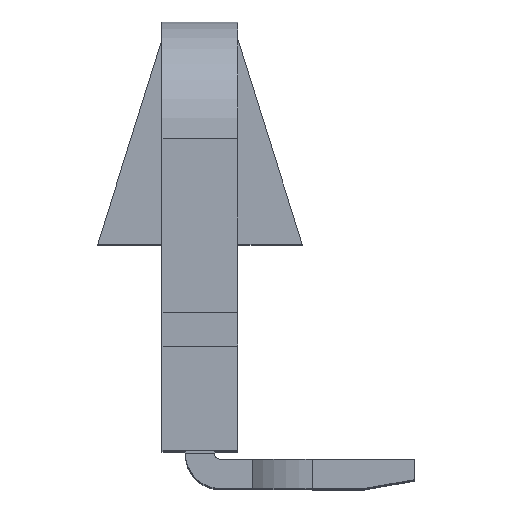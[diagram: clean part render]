
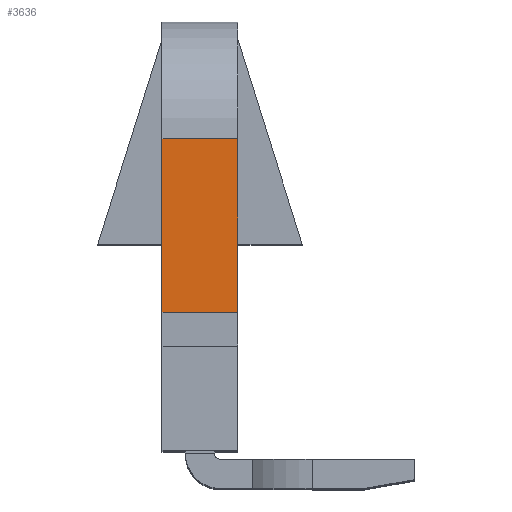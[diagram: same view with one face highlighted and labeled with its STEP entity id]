
A CAD part, top view. The second image highlights one B-rep face of the part: STEP entity #3636.
In plain terms, the highlighted planar face has unit normal (0, 0, 1).
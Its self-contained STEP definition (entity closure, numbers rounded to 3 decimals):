
#18 = VECTOR ( 'NONE', #2296, 1000. ) ;
#23 = VECTOR ( 'NONE', #3491, 1000. ) ;
#26 = VECTOR ( 'NONE', #3461, 1000. ) ;
#35 = VECTOR ( 'NONE', #3368, 1000. ) ;
#587 = AXIS2_PLACEMENT_3D ( 'NONE', #5582, #5565, #5587 ) ;
#1854 = EDGE_CURVE ( 'NONE', #5148, #4454, #3371, .T. ) ;
#1859 = EDGE_CURVE ( 'NONE', #5129, #4454, #3377, .T. ) ;
#1877 = EDGE_CURVE ( 'NONE', #5129, #5156, #3454, .T. ) ;
#1888 = EDGE_CURVE ( 'NONE', #5156, #5148, #3500, .T. ) ;
#2296 = DIRECTION ( 'NONE',  ( 0., 1., 0. ) ) ;
#2300 = CARTESIAN_POINT ( 'NONE',  ( 1515.045, 1094.935, 7.35 ) ) ;
#3367 = CARTESIAN_POINT ( 'NONE',  ( 1512.445, 1090.935, 7.35 ) ) ;
#3368 = DIRECTION ( 'NONE',  ( -1., 0., 0. ) ) ;
#3371 = LINE ( 'NONE', #3367, #35 ) ;
#3377 = LINE ( 'NONE', #3444, #26 ) ;
#3444 = CARTESIAN_POINT ( 'NONE',  ( 1512.445, 1094.935, 7.35 ) ) ;
#3454 = LINE ( 'NONE', #3470, #23 ) ;
#3461 = DIRECTION ( 'NONE',  ( 0., 1., 0. ) ) ;
#3470 = CARTESIAN_POINT ( 'NONE',  ( 1512.445, 1084.985, 7.35 ) ) ;
#3491 = DIRECTION ( 'NONE',  ( 1., 0., 0. ) ) ;
#3500 = LINE ( 'NONE', #2300, #18 ) ;
#3636 = ADVANCED_FACE ( 'NONE', ( #5581 ), #5604, .F. ) ;
#4079 = CARTESIAN_POINT ( 'NONE',  ( 1512.445, 1090.935, 7.35 ) ) ;
#4348 = CARTESIAN_POINT ( 'NONE',  ( 1512.445, 1084.985, 7.35 ) ) ;
#4366 = CARTESIAN_POINT ( 'NONE',  ( 1515.045, 1090.935, 7.35 ) ) ;
#4381 = CARTESIAN_POINT ( 'NONE',  ( 1515.045, 1084.985, 7.35 ) ) ;
#4454 = VERTEX_POINT ( 'NONE', #4079 ) ;
#4647 = EDGE_LOOP ( 'NONE', ( #4915, #4832, #4861, #4863 ) ) ;
#4832 = ORIENTED_EDGE ( 'NONE', *, *, #1877, .T. ) ;
#4861 = ORIENTED_EDGE ( 'NONE', *, *, #1888, .T. ) ;
#4863 = ORIENTED_EDGE ( 'NONE', *, *, #1854, .T. ) ;
#4915 = ORIENTED_EDGE ( 'NONE', *, *, #1859, .F. ) ;
#5129 = VERTEX_POINT ( 'NONE', #4348 ) ;
#5148 = VERTEX_POINT ( 'NONE', #4366 ) ;
#5156 = VERTEX_POINT ( 'NONE', #4381 ) ;
#5565 = DIRECTION ( 'NONE',  ( 0., 0., -1. ) ) ;
#5581 = FACE_OUTER_BOUND ( 'NONE', #4647, .T. ) ;
#5582 = CARTESIAN_POINT ( 'NONE',  ( 1512.445, 1094.935, 7.35 ) ) ;
#5587 = DIRECTION ( 'NONE',  ( 0., 1., 0. ) ) ;
#5604 = PLANE ( 'NONE',  #587 ) ;
